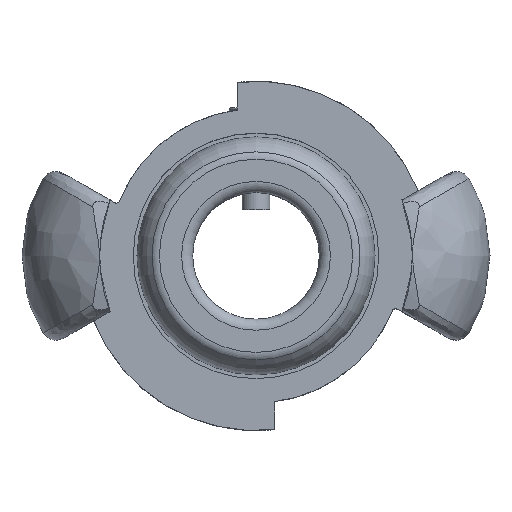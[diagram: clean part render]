
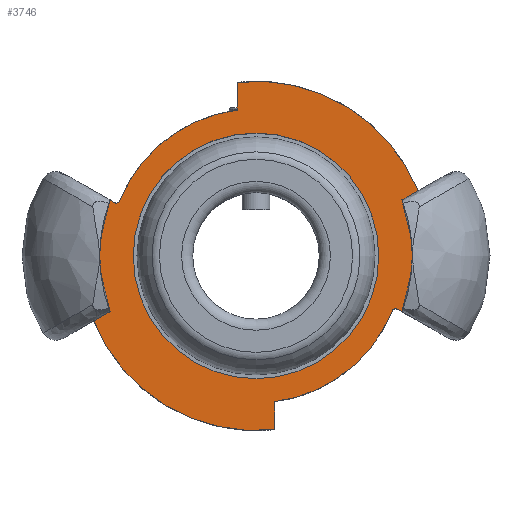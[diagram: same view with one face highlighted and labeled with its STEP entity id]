
A CAD part, top view. The second image highlights one B-rep face of the part: STEP entity #3746.
In plain terms, the highlighted planar face has unit normal (0, 0, 1).
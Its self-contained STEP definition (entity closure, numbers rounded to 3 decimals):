
#76=FACE_BOUND('',#821,.T.);
#119=PLANE('',#4144);
#605=FACE_OUTER_BOUND('',#820,.T.);
#820=EDGE_LOOP('',(#3058,#3059,#3060,#3061,#3062,#3063,#3064,#3065,#3066,
#3067,#3068,#3069,#3070,#3071));
#821=EDGE_LOOP('',(#3072,#3073));
#910=LINE('',#5801,#1060);
#936=LINE('',#7829,#1086);
#969=LINE('',#8771,#1119);
#973=LINE('',#8798,#1123);
#976=LINE('',#8804,#1126);
#980=LINE('',#8831,#1130);
#1060=VECTOR('',#4400,10.);
#1086=VECTOR('',#4570,10.);
#1119=VECTOR('',#4747,10.);
#1123=VECTOR('',#4759,10.);
#1126=VECTOR('',#4764,10.);
#1130=VECTOR('',#4772,10.);
#1231=CIRCLE('',#3977,19.75);
#1237=CIRCLE('',#3984,0.5);
#1260=CIRCLE('',#4018,0.5);
#1280=CIRCLE('',#4049,19.75);
#1301=CIRCLE('',#4105,16.5);
#1302=CIRCLE('',#4106,16.5);
#1308=CIRCLE('',#4126,23.475);
#1310=CIRCLE('',#4130,23.458);
#1316=CIRCLE('',#4145,25.5);
#1317=CIRCLE('',#4146,25.5);
#1447=VERTEX_POINT('',#5798);
#1448=VERTEX_POINT('',#5800);
#1463=VERTEX_POINT('',#5870);
#1464=VERTEX_POINT('',#5872);
#1478=VERTEX_POINT('',#6130);
#1479=VERTEX_POINT('',#6131);
#1535=VERTEX_POINT('',#7093);
#1575=VERTEX_POINT('',#7826);
#1576=VERTEX_POINT('',#7828);
#1581=VERTEX_POINT('',#7842);
#1617=VERTEX_POINT('',#8710);
#1618=VERTEX_POINT('',#8711);
#1626=VERTEX_POINT('',#8769);
#1629=VERTEX_POINT('',#8796);
#1630=VERTEX_POINT('',#8800);
#1633=VERTEX_POINT('',#8827);
#1832=EDGE_CURVE('',#1447,#1448,#910,.T.);
#1850=EDGE_CURVE('',#1463,#1464,#1231,.T.);
#1868=EDGE_CURVE('',#1478,#1479,#1237,.T.);
#1952=EDGE_CURVE('',#1535,#1463,#1260,.T.);
#2015=EDGE_CURVE('',#1575,#1576,#936,.T.);
#2022=EDGE_CURVE('',#1479,#1581,#1280,.T.);
#2095=EDGE_CURVE('',#1617,#1618,#1301,.T.);
#2096=EDGE_CURVE('',#1618,#1617,#1302,.T.);
#2110=EDGE_CURVE('',#1626,#1535,#969,.T.);
#2116=EDGE_CURVE('',#1629,#1478,#973,.T.);
#2119=EDGE_CURVE('',#1630,#1581,#976,.T.);
#2124=EDGE_CURVE('',#1633,#1464,#980,.T.);
#2127=EDGE_CURVE('',#1575,#1630,#1308,.T.);
#2131=EDGE_CURVE('',#1447,#1633,#1310,.T.);
#2146=EDGE_CURVE('',#1448,#1629,#1316,.T.);
#2147=EDGE_CURVE('',#1576,#1626,#1317,.T.);
#3058=ORIENTED_EDGE('',*,*,#2127,.T.);
#3059=ORIENTED_EDGE('',*,*,#2119,.T.);
#3060=ORIENTED_EDGE('',*,*,#2022,.F.);
#3061=ORIENTED_EDGE('',*,*,#1868,.F.);
#3062=ORIENTED_EDGE('',*,*,#2116,.F.);
#3063=ORIENTED_EDGE('',*,*,#2146,.F.);
#3064=ORIENTED_EDGE('',*,*,#1832,.F.);
#3065=ORIENTED_EDGE('',*,*,#2131,.T.);
#3066=ORIENTED_EDGE('',*,*,#2124,.T.);
#3067=ORIENTED_EDGE('',*,*,#1850,.F.);
#3068=ORIENTED_EDGE('',*,*,#1952,.F.);
#3069=ORIENTED_EDGE('',*,*,#2110,.F.);
#3070=ORIENTED_EDGE('',*,*,#2147,.F.);
#3071=ORIENTED_EDGE('',*,*,#2015,.F.);
#3072=ORIENTED_EDGE('',*,*,#2095,.T.);
#3073=ORIENTED_EDGE('',*,*,#2096,.T.);
#3746=ADVANCED_FACE('',(#605,#76),#119,.F.);
#3977=AXIS2_PLACEMENT_3D('',#5873,#4416,#4417);
#3984=AXIS2_PLACEMENT_3D('',#6132,#4431,#4432);
#4018=AXIS2_PLACEMENT_3D('',#7094,#4508,#4509);
#4049=AXIS2_PLACEMENT_3D('',#7843,#4583,#4584);
#4105=AXIS2_PLACEMENT_3D('',#8712,#4718,#4719);
#4106=AXIS2_PLACEMENT_3D('',#8713,#4720,#4721);
#4126=AXIS2_PLACEMENT_3D('',#8854,#4778,#4779);
#4130=AXIS2_PLACEMENT_3D('',#8878,#4787,#4788);
#4144=AXIS2_PLACEMENT_3D('',#8976,#4820,#4821);
#4145=AXIS2_PLACEMENT_3D('',#8977,#4822,#4823);
#4146=AXIS2_PLACEMENT_3D('',#8978,#4824,#4825);
#4400=DIRECTION('',(0.869,0.496,0.));
#4416=DIRECTION('center_axis',(0.,0.,-1.));
#4417=DIRECTION('ref_axis',(-1.,0.,0.));
#4431=DIRECTION('center_axis',(0.,0.,1.));
#4432=DIRECTION('ref_axis',(-0.328,0.945,0.));
#4508=DIRECTION('center_axis',(0.,0.,1.));
#4509=DIRECTION('ref_axis',(0.328,-0.945,0.));
#4570=DIRECTION('',(-0.869,-0.496,0.));
#4583=DIRECTION('center_axis',(0.,0.,-1.));
#4584=DIRECTION('ref_axis',(-1.,0.,0.));
#4718=DIRECTION('center_axis',(0.,0.,-1.));
#4719=DIRECTION('ref_axis',(1.,0.,0.));
#4720=DIRECTION('center_axis',(0.,0.,-1.));
#4721=DIRECTION('ref_axis',(1.,0.,0.));
#4747=DIRECTION('',(0.869,-0.496,0.));
#4759=DIRECTION('',(-0.869,0.496,0.));
#4764=DIRECTION('',(0.,1.,0.));
#4772=DIRECTION('',(0.,-1.,0.));
#4778=DIRECTION('center_axis',(0.,0.,1.));
#4779=DIRECTION('ref_axis',(0.928,0.372,0.));
#4787=DIRECTION('center_axis',(0.,0.,1.));
#4788=DIRECTION('ref_axis',(-0.928,-0.372,0.));
#4820=DIRECTION('center_axis',(0.,0.,-1.));
#4821=DIRECTION('ref_axis',(-1.,0.,0.));
#4822=DIRECTION('center_axis',(0.,0.,-1.));
#4823=DIRECTION('ref_axis',(0.,-1.,0.));
#4824=DIRECTION('center_axis',(0.,0.,-1.));
#4825=DIRECTION('ref_axis',(0.,-1.,0.));
#5798=CARTESIAN_POINT('',(21.773,8.732,0.));
#5800=CARTESIAN_POINT('',(23.561,9.752,0.));
#5801=CARTESIAN_POINT('',(7.309,0.477,0.));
#5870=CARTESIAN_POINT('',(-18.308,7.407,0.));
#5872=CARTESIAN_POINT('',(-2.5,19.591,0.));
#5873=CARTESIAN_POINT('Origin',(0.,0.,0.));
#6130=CARTESIAN_POINT('',(19.02,-7.16,0.));
#6131=CARTESIAN_POINT('',(18.308,-7.407,0.));
#6132=CARTESIAN_POINT('Origin',(18.772,-7.595,0.));
#7093=CARTESIAN_POINT('',(-19.02,7.16,0.));
#7094=CARTESIAN_POINT('Origin',(-18.772,7.595,0.));
#7826=CARTESIAN_POINT('',(-21.788,-8.74,0.));
#7828=CARTESIAN_POINT('',(-23.561,-9.752,0.));
#7829=CARTESIAN_POINT('',(-12.797,-3.609,0.));
#7842=CARTESIAN_POINT('',(2.5,-19.591,0.));
#7843=CARTESIAN_POINT('Origin',(0.,0.,0.));
#8710=CARTESIAN_POINT('',(16.5,0.,0.));
#8711=CARTESIAN_POINT('',(-16.5,0.,0.));
#8712=CARTESIAN_POINT('Origin',(0.,0.,0.));
#8713=CARTESIAN_POINT('Origin',(0.,0.,0.));
#8769=CARTESIAN_POINT('',(-23.561,9.752,0.));
#8771=CARTESIAN_POINT('',(-11.801,3.04,0.));
#8796=CARTESIAN_POINT('',(23.561,-9.752,0.));
#8798=CARTESIAN_POINT('',(17.29,-6.173,0.));
#8800=CARTESIAN_POINT('',(2.5,-23.342,0.));
#8804=CARTESIAN_POINT('',(2.5,0.,0.));
#8827=CARTESIAN_POINT('',(-2.5,23.325,0.));
#8831=CARTESIAN_POINT('',(-2.5,0.,0.));
#8854=CARTESIAN_POINT('Origin',(0.,0.,0.));
#8878=CARTESIAN_POINT('Origin',(0.,0.,0.));
#8976=CARTESIAN_POINT('Origin',(0.,-12.75,0.));
#8977=CARTESIAN_POINT('Origin',(0.,0.,0.));
#8978=CARTESIAN_POINT('Origin',(0.,0.,0.));
